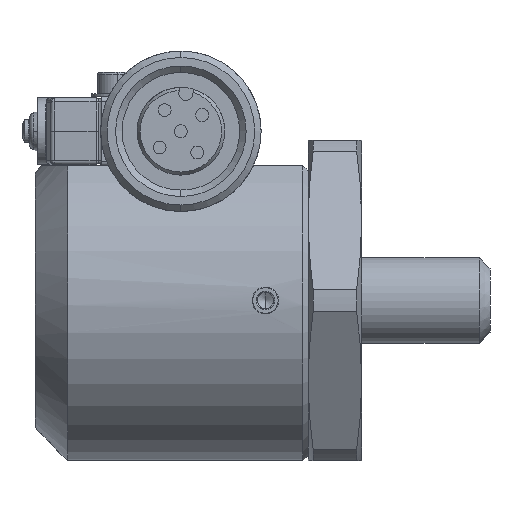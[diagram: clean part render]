
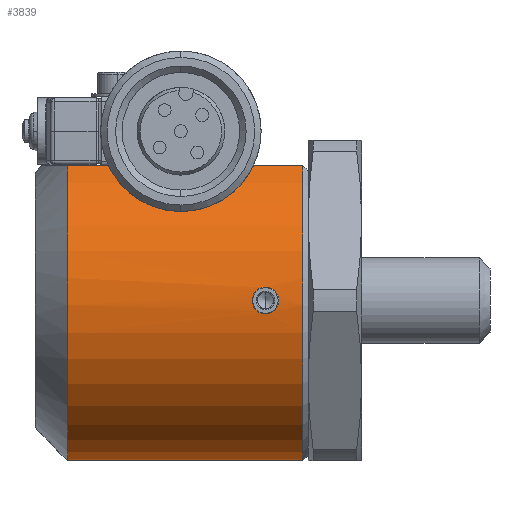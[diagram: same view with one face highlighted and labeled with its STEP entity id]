
A CAD part, left-side view. The second image highlights one B-rep face of the part: STEP entity #3839.
In plain terms, the highlighted cylindrical face has radius 15 mm (diameter 30 mm), a partial arc.
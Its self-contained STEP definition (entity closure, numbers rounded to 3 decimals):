
#3839=ADVANCED_FACE('',(#8186,#8187),#8188,.T.);
#8186=FACE_OUTER_BOUND('',#14077,.T.);
#8187=FACE_BOUND('',#14078,.T.);
#8188=CYLINDRICAL_SURFACE('',#14079,15.0);
#14077=EDGE_LOOP('',(#25694,#25695,#25696,#25697));
#14078=EDGE_LOOP('',(#25698,#25699));
#14079=AXIS2_PLACEMENT_3D('',#25700,#25701,#25702);
#25694=ORIENTED_EDGE('',*,*,#33950,.T.);
#25695=ORIENTED_EDGE('',*,*,#34027,.F.);
#25696=ORIENTED_EDGE('',*,*,#34014,.T.);
#25697=ORIENTED_EDGE('',*,*,#34005,.T.);
#25698=ORIENTED_EDGE('',*,*,#34028,.F.);
#25699=ORIENTED_EDGE('',*,*,#33971,.F.);
#25700=CARTESIAN_POINT('',(0.,17.0,0.));
#25701=DIRECTION('',(0.,-1.0,0.0));
#25702=DIRECTION('',(0.0,0.0,1.0));
#33950=EDGE_CURVE('',#41524,#41525,#41526,.T.);
#33971=EDGE_CURVE('',#41559,#41561,#41562,.T.);
#34005=EDGE_CURVE('',#41615,#41524,#41616,.T.);
#34014=EDGE_CURVE('',#41629,#41615,#41630,.T.);
#34027=EDGE_CURVE('',#41629,#41525,#41643,.T.);
#34028=EDGE_CURVE('',#41561,#41559,#41644,.T.);
#41524=VERTEX_POINT('',#56552);
#41525=VERTEX_POINT('',#56553);
#41526=LINE('',#56554,#56555);
#41559=VERTEX_POINT('',#56650);
#41561=VERTEX_POINT('',#56653);
#41562=B_SPLINE_CURVE_WITH_KNOTS('',3,(#56654,#56655,#56656,#56657,#56658,#56659,#56660,#56661,#56662,#56663,#56664,#56665,#56666,#56667,#56668,#56669,#56670,#56671,#56672,#56673),.UNSPECIFIED.,.F.,.F.,(4,2,2,2,2,2,2,2,2,4),(0.004,0.004,0.005,0.005,0.006,0.006,0.007,0.007,0.007,0.008),.UNSPECIFIED.);
#41615=VERTEX_POINT('',#56813);
#41616=CIRCLE('',#56814,15.0);
#41629=VERTEX_POINT('',#56839);
#41630=LINE('',#56840,#56841);
#41643=CIRCLE('',#56866,15.0);
#41644=B_SPLINE_CURVE_WITH_KNOTS('',3,(#56867,#56868,#56869,#56870,#56871,#56872,#56873,#56874,#56875,#56876,#56877,#56878,#56879,#56880,#56881,#56882,#56883,#56884,#56885,#56886),.UNSPECIFIED.,.F.,.F.,(4,2,2,2,2,2,2,2,2,4),(0.,0.,0.001,0.001,0.002,0.002,0.003,0.003,0.004,0.004),.UNSPECIFIED.);
#56552=CARTESIAN_POINT('',(0.,39.5,-15.0));
#56553=CARTESIAN_POINT('',(0.,17.5,-15.0));
#56554=CARTESIAN_POINT('',(0.,28.5,-15.0));
#56555=VECTOR('',#64410,1.0);
#56650=CARTESIAN_POINT('',(-14.948,21.0,-1.25));
#56653=CARTESIAN_POINT('',(-14.948,21.0,1.25));
#56654=CARTESIAN_POINT('',(-14.948,21.0,-1.25));
#56655=CARTESIAN_POINT('',(-14.948,20.837,-1.25));
#56656=CARTESIAN_POINT('',(-14.951,20.672,-1.217));
#56657=CARTESIAN_POINT('',(-14.96,20.371,-1.093));
#56658=CARTESIAN_POINT('',(-14.967,20.232,-1.));
#56659=CARTESIAN_POINT('',(-14.981,20.001,-0.769));
#56660=CARTESIAN_POINT('',(-14.987,19.908,-0.631));
#56661=CARTESIAN_POINT('',(-14.997,19.783,-0.328));
#56662=CARTESIAN_POINT('',(-15.,19.75,-0.166));
#56663=CARTESIAN_POINT('',(-15.,19.75,0.164));
#56664=CARTESIAN_POINT('',(-14.997,19.782,0.326));
#56665=CARTESIAN_POINT('',(-14.99,19.876,0.554));
#56666=CARTESIAN_POINT('',(-14.987,19.915,0.625));
#56667=CARTESIAN_POINT('',(-14.981,20.005,0.761));
#56668=CARTESIAN_POINT('',(-14.977,20.058,0.826));
#56669=CARTESIAN_POINT('',(-14.967,20.231,0.999));
#56670=CARTESIAN_POINT('',(-14.96,20.37,1.092));
#56671=CARTESIAN_POINT('',(-14.951,20.671,1.217));
#56672=CARTESIAN_POINT('',(-14.948,20.835,1.25));
#56673=CARTESIAN_POINT('',(-14.948,21.0,1.25));
#56813=CARTESIAN_POINT('',(-8.139,39.5,12.6));
#56814=AXIS2_PLACEMENT_3D('',#64468,#64469,#64470);
#56839=CARTESIAN_POINT('',(-8.139,17.5,12.6));
#56840=CARTESIAN_POINT('',(-8.139,17.5,12.6));
#56841=VECTOR('',#64480,22.0);
#56866=AXIS2_PLACEMENT_3D('',#64500,#64501,#64502);
#56867=CARTESIAN_POINT('',(-14.948,21.0,1.25));
#56868=CARTESIAN_POINT('',(-14.948,21.165,1.25));
#56869=CARTESIAN_POINT('',(-14.951,21.327,1.217));
#56870=CARTESIAN_POINT('',(-14.96,21.63,1.092));
#56871=CARTESIAN_POINT('',(-14.967,21.769,0.999));
#56872=CARTESIAN_POINT('',(-14.981,21.999,0.768));
#56873=CARTESIAN_POINT('',(-14.988,22.092,0.629));
#56874=CARTESIAN_POINT('',(-14.997,22.217,0.328));
#56875=CARTESIAN_POINT('',(-15.,22.25,0.164));
#56876=CARTESIAN_POINT('',(-15.,22.25,-0.163));
#56877=CARTESIAN_POINT('',(-14.997,22.218,-0.327));
#56878=CARTESIAN_POINT('',(-14.988,22.092,-0.629));
#56879=CARTESIAN_POINT('',(-14.981,22.001,-0.767));
#56880=CARTESIAN_POINT('',(-14.967,21.767,-1.));
#56881=CARTESIAN_POINT('',(-14.96,21.63,-1.092));
#56882=CARTESIAN_POINT('',(-14.953,21.403,-1.186));
#56883=CARTESIAN_POINT('',(-14.951,21.325,-1.21));
#56884=CARTESIAN_POINT('',(-14.949,21.164,-1.242));
#56885=CARTESIAN_POINT('',(-14.948,21.082,-1.25));
#56886=CARTESIAN_POINT('',(-14.948,21.0,-1.25));
#64410=DIRECTION('',(0.,-1.0,0.0));
#64468=CARTESIAN_POINT('',(0.,39.5,0.));
#64469=DIRECTION('',(0.0,-1.0,0.0));
#64470=DIRECTION('',(0.0,0.0,1.0));
#64480=DIRECTION('',(0.0,1.0,0.0));
#64500=CARTESIAN_POINT('',(0.,17.5,0.));
#64501=DIRECTION('',(0.0,-1.0,0.0));
#64502=DIRECTION('',(0.0,0.0,1.0));
